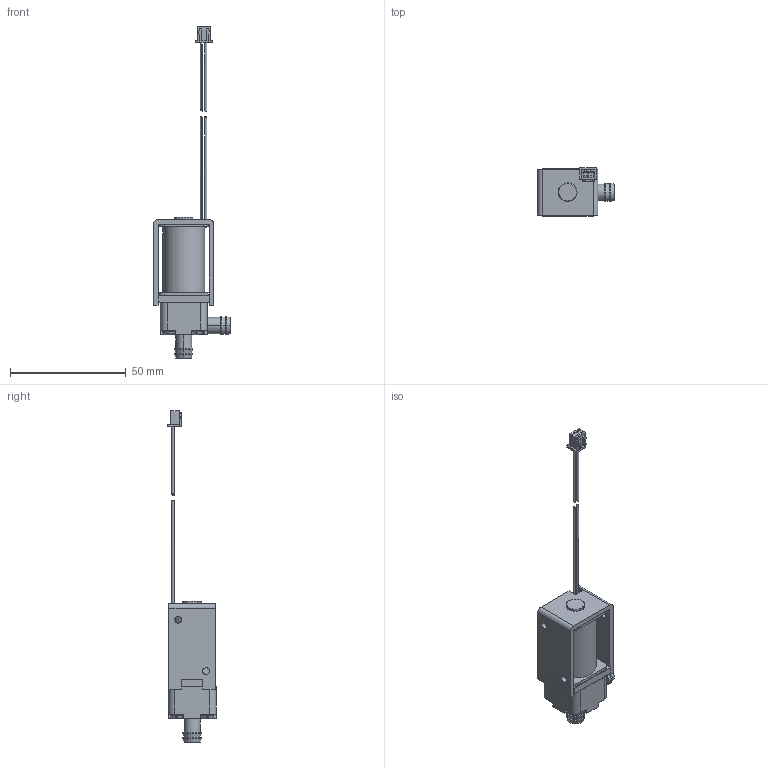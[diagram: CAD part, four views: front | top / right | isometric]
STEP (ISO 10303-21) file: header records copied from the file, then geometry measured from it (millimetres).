
FILE_DESCRIPTION (( 'STEP AP203' ), '1' );
FILE_NAME ('KSV3WJ-12A01（网站）.STEP', '2018-03-30T01:04:20', ( 'user01' ), ( 'Microsoft' ), 'SwSTEP 2.0', 'SolidWorks 2017', '' );
FILE_SCHEMA (( 'CONFIG_CONTROL_DESIGN' ));
Length unit declared in the file: millimetre
Products named in the file (9): ､ﾞ?1; ??XHP-4; sv6wasc1; KSV3WJ-12A01（网站）; 骨架SV6WABB2（网站）; 外框SV6WAFM1（网站）; SV8WAPG1-1（网站）; ?､V6WDFM2｡]ﾊIｯｸ｡^; SV3WHBB1-4(网站)
Assembly tree (12 placements, depth 2):
  KSV3WJ-12A01（网站）
    骨架SV6WABB2（网站）
    外框SV6WAFM1（网站）
    SV8WAPG1-1（网站）
    ?､V6WDFM2｡]ﾊIｯｸ｡^
    SV3WHBB1-4(网站)
    ､ﾞ?1  x2
    ??XHP-4
    sv6wasc1  x4
Bounding box: 33.25 x 20.89 x 143.37 mm (x, y, z)
Volume: 20361.6 mm3; surface area: 14608 mm2
Topology: 14 solids, 14 shells, 918 faces, 3309 edges, 2439 vertices
Faces by surface type: cylinder 547, plane 245, bspline 116, cone 10
Entity records: 24716 total; most frequent: CARTESIAN_POINT 12098, ORIENTED_EDGE 2742, DIRECTION 1973, EDGE_CURVE 1371, VERTEX_POINT 969, AXIS2_PLACEMENT_3D 672, VECTOR 629, LINE 629
